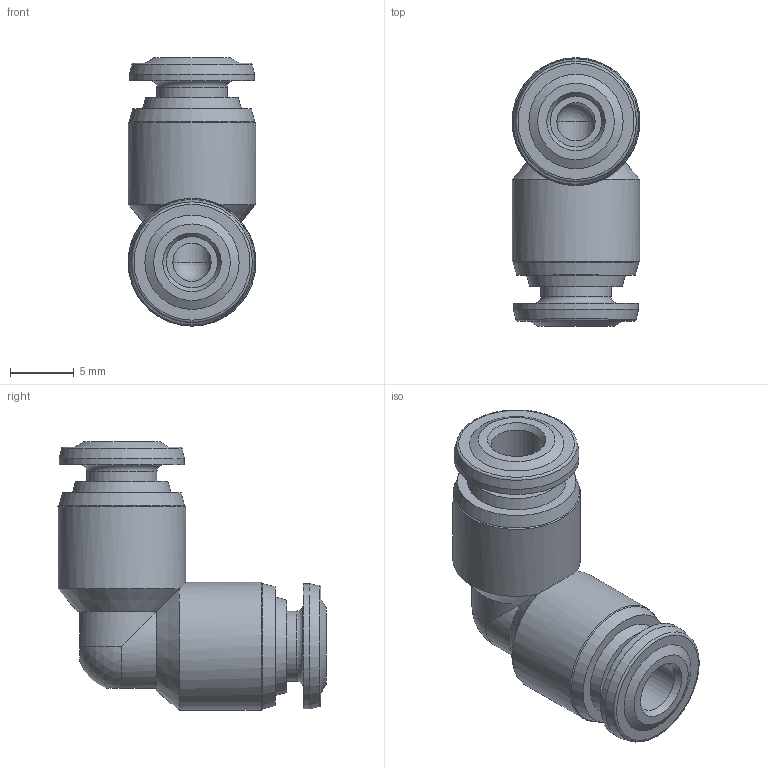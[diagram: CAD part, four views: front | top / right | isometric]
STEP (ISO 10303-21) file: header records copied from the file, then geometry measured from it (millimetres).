
FILE_DESCRIPTION(/* description */ ('STEP AP214'),/* implementation_level */ '2;1');
FILE_NAME(/* name */ '8085709_NPQR-L-Q4-E',/* time_stamp */ '2024-09-13T08:44:54+02:00',/* author */ ('License CC BY-ND 4.0'),/* organization */ ('CADENAS'),/* preprocessor_version */ 'ST-DEVELOPER v19.3',/* originating_system */ 'PARTsolutions',/* authorisation */ ' ');
FILE_SCHEMA (('AUTOMOTIVE_DESIGN {1 0 10303 214 3 1 1}'));
Length unit declared in the file: millimetre
Products named in the file (1): 8085709 NPQR-L-Q4-E---(high)
Bounding box: 10 x 21 x 21 mm (x, y, z)
Volume: 1586.2 mm3; surface area: 1524.5 mm2
Topology: 1 solids, 1 shells, 50 faces, 95 edges, 56 vertices
Faces by surface type: plane 16, cylinder 14, cone 14, torus 4, sphere 2
Full cylindrical faces by diameter (mm): 3 x2, 4 x2, 5.5 x2, 9.8 x2, 10 x2
Entity records: 1124 total; most frequent: DIRECTION 218, CARTESIAN_POINT 176, ORIENTED_EDGE 128, AXIS2_PLACEMENT_3D 106, EDGE_LOOP 88, FACE_BOUND 88, EDGE_CURVE 64, VERTEX_POINT 52
